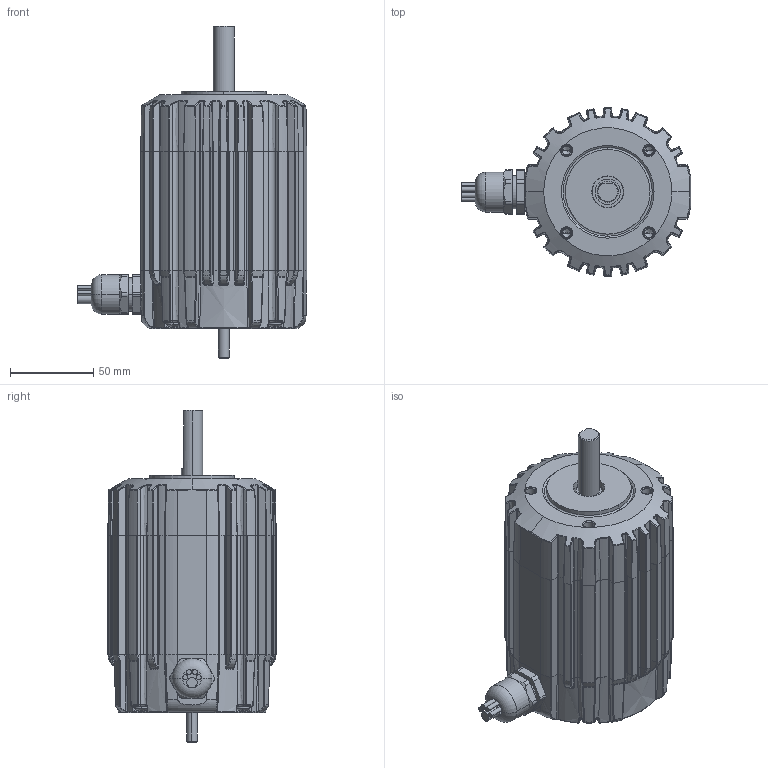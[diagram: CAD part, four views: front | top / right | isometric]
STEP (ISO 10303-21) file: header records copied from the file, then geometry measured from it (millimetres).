
FILE_DESCRIPTION (( 'STEP AP203' ), '1' );
FILE_NAME ('INFM0291.STEP', '2013-05-14T16:20:22', ( 'Admin' ), ( 'Bodine Electric Company' ), 'SwSTEP 2.0', 'SolidWorks 2012', '' );
FILE_SCHEMA (( 'CONFIG_CONTROL_DESIGN' ));
Products named in the file (1): INFM0291
Bounding box: 137.67 x 101.09 x 199.09 mm (x, y, z)
Volume: 561604.6 mm3; surface area: 131988.9 mm2
Topology: 15 solids, 15 shells, 1413 faces, 3580 edges, 2150 vertices
Faces by surface type: bspline 554, cylinder 296, plane 255, cone 160, torus 140, sphere 8
Entity records: 54014 total; most frequent: CARTESIAN_POINT 24191, ORIENTED_EDGE 7016, DIRECTION 5351, EDGE_CURVE 3508, AXIS2_PLACEMENT_3D 2336, VERTEX_POINT 2150, CIRCLE 1476, EDGE_LOOP 1450
